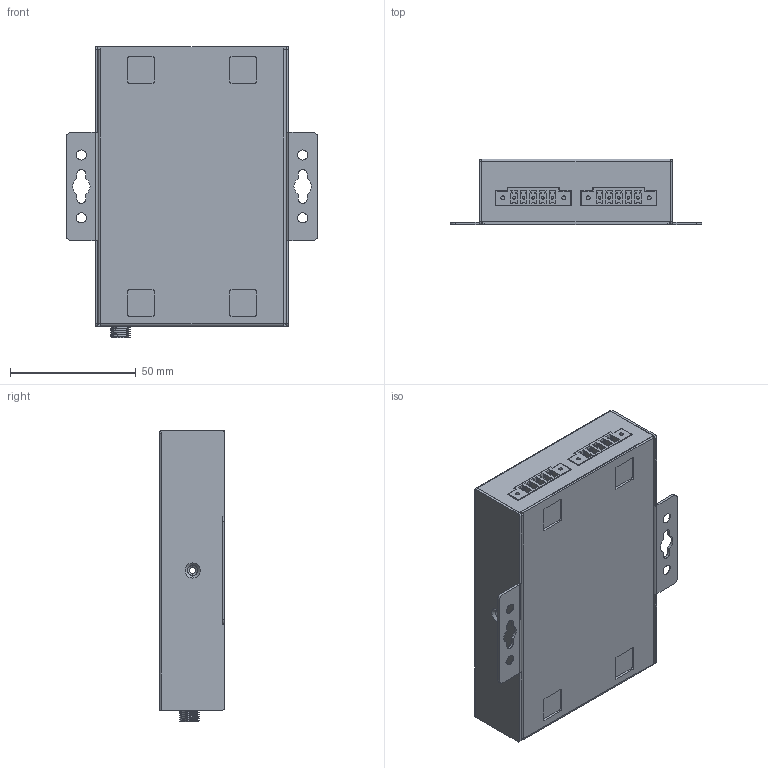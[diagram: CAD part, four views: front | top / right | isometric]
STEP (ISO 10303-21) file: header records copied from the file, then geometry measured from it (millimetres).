
FILE_DESCRIPTION((''),'2;1');
FILE_NAME('3D_NPORT_5230A_ASM','2024-11-14T16:30:14',('MindyMC_Chen'),('PTC'),'CREO PARAMETRIC BY PTC INC, 2023294','CREO PARAMETRIC BY PTC INC, 2023294','');
FILE_SCHEMA(('AUTOMOTIVE_DESIGN { 1 0 10303 214 1 1 1 1 }'));
Length unit declared in the file: millimetre
Products named in the file (1): 3D_NPORT_5230A_ASM
Bounding box: 100 x 26 x 115.8 mm (x, y, z)
Volume: 9269.7 mm3; surface area: 72226.8 mm2
Topology: 17 solids, 19 shells, 1030 faces, 2597 edges, 1663 vertices
Faces by surface type: plane 569, cylinder 385, torus 36, bspline 20, cone 12, sphere 8
Entity records: 34154 total; most frequent: CARTESIAN_POINT 6652, DIRECTION 5479, ORIENTED_EDGE 5156, EDGE_CURVE 2589, AXIS2_PLACEMENT_3D 1923, VERTEX_POINT 1663, VECTOR 1633, LINE 1633
